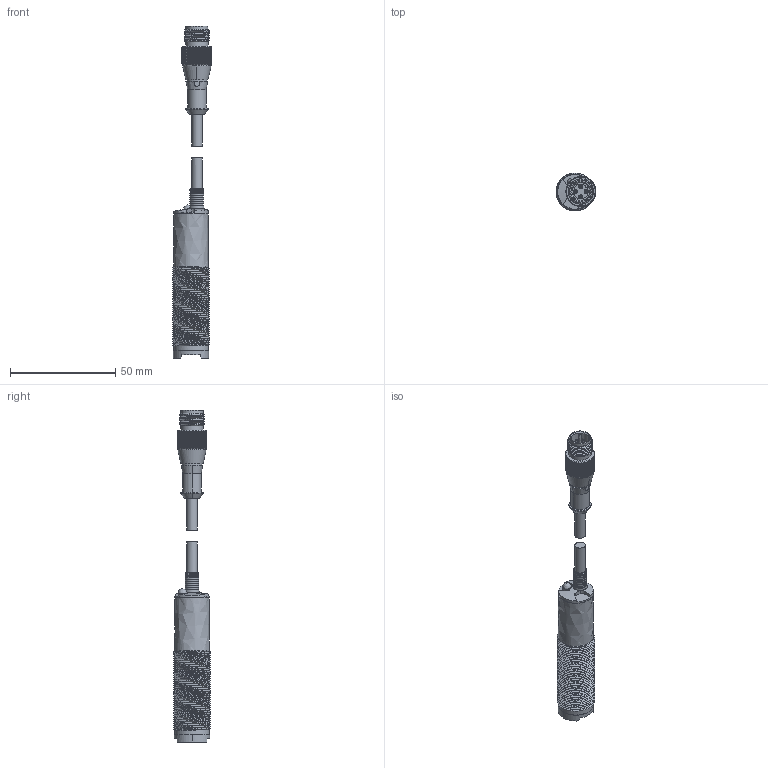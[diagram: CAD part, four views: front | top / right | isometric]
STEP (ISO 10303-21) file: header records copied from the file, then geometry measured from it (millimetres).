
FILE_DESCRIPTION( ('This file contains a STEP AP42 implementation' ,'as created by ZW3D STEP Interface translator.') ,'2;1' );
FILE_NAME( '3-M18B-DXXXXX-CXXP4UE.stp' ,'23 512. 91144', (''), ('ZWCAD Software Co.'), 'Version 1.0', 'ZW3D to STEP translator', '' );
FILE_SCHEMA(('AUTOMOTIVE_DESIGN'));
Length unit declared in the file: millimetre
Products named in the file (2): 0; 2-M18B-DXXXXX-CXXC4U2
Bounding box: 18.85 x 17.9 x 157.7 mm (x, y, z)
Volume: 19739.6 mm3; surface area: 8771.7 mm2
Topology: 2 solids, 2 shells, 3931 faces, 8093 edges, 4177 vertices
Faces by surface type: bspline 3931
Entity records: 238185 total; most frequent: CARTESIAN_POINT 183097, ORIENTED_EDGE 16176, EDGE_CURVE 8088, B_SPLINE_CURVE_WITH_KNOTS 7782, VERTEX_POINT 4177, EDGE_LOOP 3947, FACE_OUTER_BOUND 3931, ADVANCED_FACE 3931
